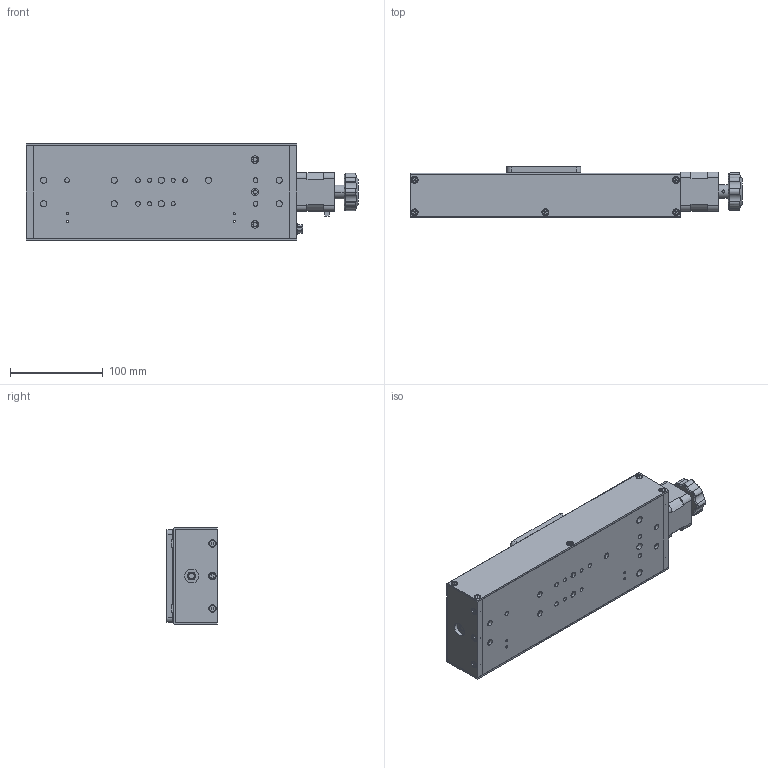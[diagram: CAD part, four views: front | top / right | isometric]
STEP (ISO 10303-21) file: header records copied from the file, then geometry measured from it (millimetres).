
FILE_DESCRIPTION (( 'STEP AP214' ), '1' );
FILE_NAME ('08UMT-150.STEP', '2018-10-15T08:05:10', ( '' ), ( '' ), 'SwSTEP 2.0', 'SolidWorks 2016', '' );
FILE_SCHEMA (( 'AUTOMOTIVE_DESIGN' ));
Length unit declared in the file: millimetre
Products named in the file (1): 08UMT-150
Bounding box: 358 x 54 x 104 mm (x, y, z)
Surface area: 186861 mm2 (no closed solid volume)
Topology: 0 solids, 47 shells, 697 faces, 2259 edges, 1593 vertices
Faces by surface type: plane 303, cylinder 267, cone 94, sphere 16, torus 10, bspline 7
Entity records: 33394 total; most frequent: CARTESIAN_POINT 5426, DIRECTION 4461, ORIENTED_EDGE 3706, EDGE_CURVE 2259, AXIS2_PLACEMENT_3D 1628, VERTEX_POINT 1593, VECTOR 1205, LINE 1205
